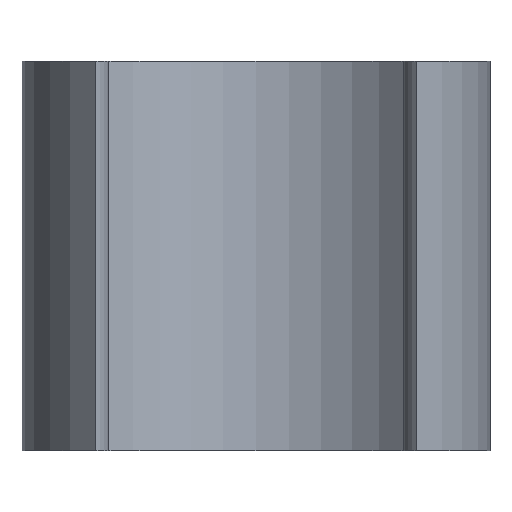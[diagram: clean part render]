
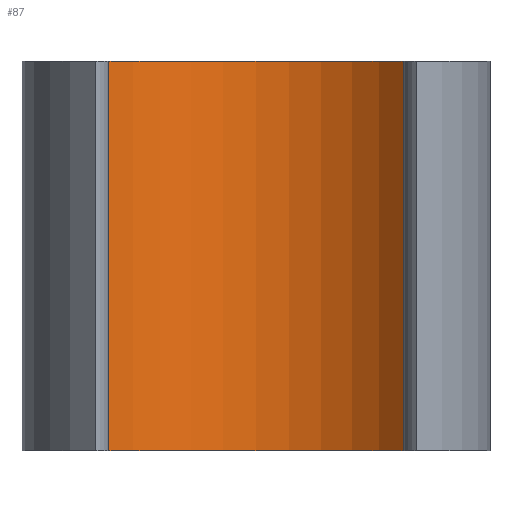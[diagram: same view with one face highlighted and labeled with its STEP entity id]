
A CAD part, left-side view. The second image highlights one B-rep face of the part: STEP entity #87.
In plain terms, the highlighted cylindrical face has radius 4 mm (diameter 8 mm), a partial arc.
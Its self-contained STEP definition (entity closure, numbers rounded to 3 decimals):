
#5 = AXIS2_PLACEMENT_3D ( 'NONE', #407, #167, #259 ) ;
#7 = EDGE_CURVE ( 'NONE', #502, #319, #278, .T. ) ;
#26 = CIRCLE ( 'NONE', #140, 4. ) ;
#50 = ORIENTED_EDGE ( 'NONE', *, *, #247, .T. ) ;
#71 = CARTESIAN_POINT ( 'NONE',  ( -43.893, -20.573, 8. ) ) ;
#87 = ADVANCED_FACE ( 'NONE', ( #316 ), #275, .F. ) ;
#108 = DIRECTION ( 'NONE',  ( 0., 0., 1. ) ) ;
#112 = CARTESIAN_POINT ( 'NONE',  ( -43.893, -14.206, 8. ) ) ;
#118 = EDGE_LOOP ( 'NONE', ( #413, #362, #50, #137 ) ) ;
#137 = ORIENTED_EDGE ( 'NONE', *, *, #455, .T. ) ;
#140 = AXIS2_PLACEMENT_3D ( 'NONE', #144, #346, #310 ) ;
#144 = CARTESIAN_POINT ( 'NONE',  ( -41.471, -17.389, 0. ) ) ;
#153 = CARTESIAN_POINT ( 'NONE',  ( -43.893, -20.573, 0. ) ) ;
#157 = CARTESIAN_POINT ( 'NONE',  ( -43.893, -14.206, 0. ) ) ;
#167 = DIRECTION ( 'NONE',  ( 0., 0., 1. ) ) ;
#247 = EDGE_CURVE ( 'NONE', #319, #405, #484, .T. ) ;
#259 = DIRECTION ( 'NONE',  ( 1., 0., 0. ) ) ;
#270 = CARTESIAN_POINT ( 'NONE',  ( -43.893, -20.573, 8. ) ) ;
#275 = CYLINDRICAL_SURFACE ( 'NONE', #459, 4. ) ;
#278 = LINE ( 'NONE', #270, #350 ) ;
#280 = DIRECTION ( 'NONE',  ( 0., 0., -1. ) ) ;
#310 = DIRECTION ( 'NONE',  ( 1., 0., 0. ) ) ;
#316 = FACE_OUTER_BOUND ( 'NONE', #118, .T. ) ;
#317 = LINE ( 'NONE', #482, #503 ) ;
#319 = VERTEX_POINT ( 'NONE', #71 ) ;
#321 = CARTESIAN_POINT ( 'NONE',  ( -41.471, -17.389, 8. ) ) ;
#342 = DIRECTION ( 'NONE',  ( -1., 0., 0. ) ) ;
#346 = DIRECTION ( 'NONE',  ( 0., 0., 1. ) ) ;
#350 = VECTOR ( 'NONE', #108, 1000. ) ;
#359 = DIRECTION ( 'NONE',  ( 0., 0., -1. ) ) ;
#361 = EDGE_CURVE ( 'NONE', #502, #462, #26, .T. ) ;
#362 = ORIENTED_EDGE ( 'NONE', *, *, #7, .T. ) ;
#405 = VERTEX_POINT ( 'NONE', #112 ) ;
#407 = CARTESIAN_POINT ( 'NONE',  ( -41.471, -17.389, 8. ) ) ;
#413 = ORIENTED_EDGE ( 'NONE', *, *, #361, .F. ) ;
#455 = EDGE_CURVE ( 'NONE', #405, #462, #317, .T. ) ;
#459 = AXIS2_PLACEMENT_3D ( 'NONE', #321, #359, #342 ) ;
#462 = VERTEX_POINT ( 'NONE', #157 ) ;
#482 = CARTESIAN_POINT ( 'NONE',  ( -43.893, -14.206, 8. ) ) ;
#484 = CIRCLE ( 'NONE', #5, 4. ) ;
#502 = VERTEX_POINT ( 'NONE', #153 ) ;
#503 = VECTOR ( 'NONE', #280, 1000. ) ;
